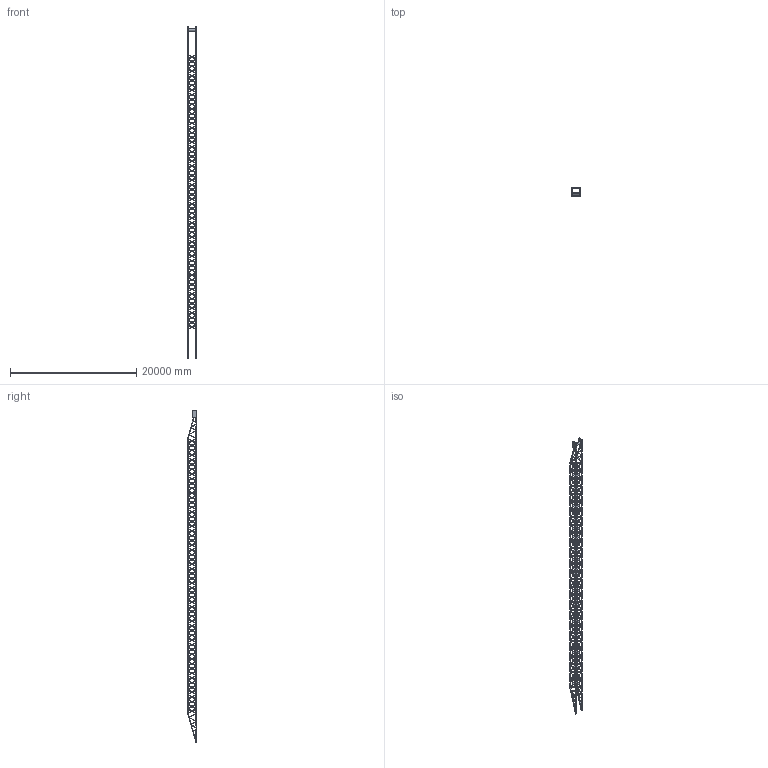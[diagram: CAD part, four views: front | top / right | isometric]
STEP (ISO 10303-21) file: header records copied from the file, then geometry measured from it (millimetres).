
FILE_DESCRIPTION (( 'STEP AP203' ), '1' );
FILE_NAME ('Jib_Default_sldprt.STEP', '2023-03-20T06:38:29', ( '' ), ( '' ), 'SwSTEP 2.0', 'SolidWorks 2019', '' );
FILE_SCHEMA (( 'CONFIG_CONTROL_DESIGN' ));
Length unit declared in the file: metre
Products named in the file (1): Jib_Default_sldprt
Bounding box: 1400 x 1400 x 52500 mm (x, y, z)
Volume: 7367471167.3 mm3; surface area: 245132535.2 mm2
Topology: 29 solids, 29 shells, 1846 faces, 4506 edges, 2540 vertices
Faces by surface type: plane 1840, cylinder 6
Entity records: 51883 total; most frequent: ORIENTED_EDGE 9012, CARTESIAN_POINT 8893, DIRECTION 8212, EDGE_CURVE 4506, VECTOR 4494, LINE 4494, VERTEX_POINT 2540, EDGE_LOOP 2016
